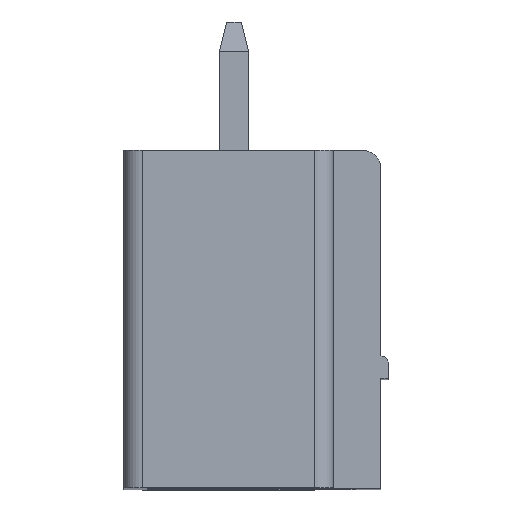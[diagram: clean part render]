
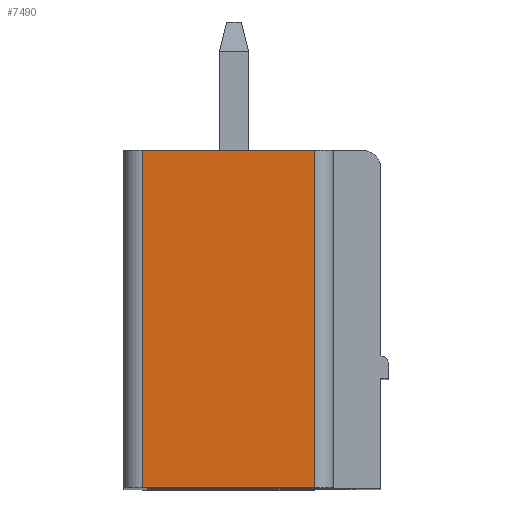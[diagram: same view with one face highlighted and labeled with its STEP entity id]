
A CAD part, top view. The second image highlights one B-rep face of the part: STEP entity #7490.
In plain terms, the highlighted planar face has unit normal (0, 0, 1).
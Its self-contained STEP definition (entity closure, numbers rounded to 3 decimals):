
#23 = VERTEX_POINT ( 'NONE', #16322 ) ;
#850 = VECTOR ( 'NONE', #11066, 1000. ) ;
#1194 = ORIENTED_EDGE ( 'NONE', *, *, #11760, .F. ) ;
#2647 = ORIENTED_EDGE ( 'NONE', *, *, #13547, .F. ) ;
#2843 = CARTESIAN_POINT ( 'NONE',  ( 4., 100.08, 14.72 ) ) ;
#2894 = LINE ( 'NONE', #11291, #3579 ) ;
#2936 = LINE ( 'NONE', #2843, #5238 ) ;
#3579 = VECTOR ( 'NONE', #17775, 1000. ) ;
#3929 = VERTEX_POINT ( 'NONE', #11253 ) ;
#4287 = VECTOR ( 'NONE', #14540, 1000. ) ;
#5238 = VECTOR ( 'NONE', #16818, 1000. ) ;
#5632 = VERTEX_POINT ( 'NONE', #12250 ) ;
#5977 = CARTESIAN_POINT ( 'NONE',  ( 8.7, 100.08, 14.72 ) ) ;
#7490 = ADVANCED_FACE ( 'NONE', ( #8027 ), #11841, .F. ) ;
#8027 = FACE_OUTER_BOUND ( 'NONE', #15990, .T. ) ;
#8199 = EDGE_CURVE ( 'NONE', #11175, #5632, #16983, .T. ) ;
#8237 = LINE ( 'NONE', #13741, #850 ) ;
#9126 = DIRECTION ( 'NONE',  ( 0., 0., -1. ) ) ;
#9428 = EDGE_CURVE ( 'NONE', #5632, #23, #8237, .T. ) ;
#10011 = CARTESIAN_POINT ( 'NONE',  ( 8.7, 18.2, 14.72 ) ) ;
#10855 = CARTESIAN_POINT ( 'NONE',  ( 3.5, 100.08, 14.72 ) ) ;
#11066 = DIRECTION ( 'NONE',  ( -1., 0., 0. ) ) ;
#11175 = VERTEX_POINT ( 'NONE', #10011 ) ;
#11253 = CARTESIAN_POINT ( 'NONE',  ( 4., 18.2, 14.72 ) ) ;
#11291 = CARTESIAN_POINT ( 'NONE',  ( 10.5, 18.2, 14.72 ) ) ;
#11760 = EDGE_CURVE ( 'NONE', #23, #3929, #2936, .T. ) ;
#11841 = PLANE ( 'NONE',  #12302 ) ;
#12250 = CARTESIAN_POINT ( 'NONE',  ( 8.7, 9., 14.72 ) ) ;
#12302 = AXIS2_PLACEMENT_3D ( 'NONE', #10855, #9126, #13366 ) ;
#12930 = ORIENTED_EDGE ( 'NONE', *, *, #8199, .F. ) ;
#13366 = DIRECTION ( 'NONE',  ( -1., 0., 0. ) ) ;
#13547 = EDGE_CURVE ( 'NONE', #3929, #11175, #2894, .T. ) ;
#13741 = CARTESIAN_POINT ( 'NONE',  ( 3.5, 9., 14.72 ) ) ;
#14540 = DIRECTION ( 'NONE',  ( 0., -1., 0. ) ) ;
#15990 = EDGE_LOOP ( 'NONE', ( #16379, #12930, #2647, #1194 ) ) ;
#16322 = CARTESIAN_POINT ( 'NONE',  ( 4., 9., 14.72 ) ) ;
#16379 = ORIENTED_EDGE ( 'NONE', *, *, #9428, .F. ) ;
#16818 = DIRECTION ( 'NONE',  ( 0., 1., 0. ) ) ;
#16983 = LINE ( 'NONE', #5977, #4287 ) ;
#17775 = DIRECTION ( 'NONE',  ( 1., 0., 0. ) ) ;
